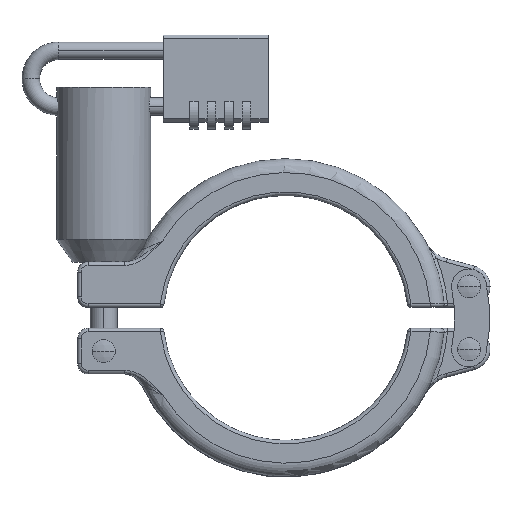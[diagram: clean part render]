
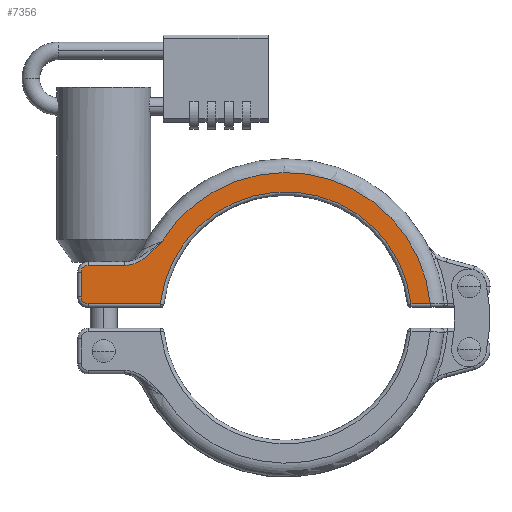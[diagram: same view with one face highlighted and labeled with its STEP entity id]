
A CAD part, top view. The second image highlights one B-rep face of the part: STEP entity #7356.
In plain terms, the highlighted planar face has unit normal (0, 0, 1).
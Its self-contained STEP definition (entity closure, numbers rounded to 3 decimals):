
#7 = CARTESIAN_POINT ( 'NONE',  ( -34.972, 4., 8.5 ) ) ;
#266 = CARTESIAN_POINT ( 'NONE',  ( -36.852, 20.408, 8.5 ) ) ;
#380 = AXIS2_PLACEMENT_3D ( 'NONE', #10049, #4352, #3082 ) ;
#422 = CARTESIAN_POINT ( 'NONE',  ( -36.087, 21.212, 8.5 ) ) ;
#471 = VERTEX_POINT ( 'NONE', #14878 ) ;
#495 = CARTESIAN_POINT ( 'NONE',  ( -40.959, 16.679, 8.5 ) ) ;
#568 = LINE ( 'NONE', #7867, #13123 ) ;
#846 = DIRECTION ( 'NONE',  ( 0., 0., 1. ) ) ;
#862 = CARTESIAN_POINT ( 'NONE',  ( -35.878, 4., 8.5 ) ) ;
#1170 = AXIS2_PLACEMENT_3D ( 'NONE', #14666, #13563, #3965 ) ;
#1568 = PLANE ( 'NONE',  #1170 ) ;
#1594 = AXIS2_PLACEMENT_3D ( 'NONE', #15016, #846, #12505 ) ;
#2022 = VERTEX_POINT ( 'NONE', #13593 ) ;
#2372 = EDGE_CURVE ( 'NONE', #12187, #14657, #6423, .T. ) ;
#2524 = CARTESIAN_POINT ( 'NONE',  ( -58.6, 13., 8.5 ) ) ;
#2556 = VERTEX_POINT ( 'NONE', #9264 ) ;
#2656 = EDGE_CURVE ( 'NONE', #2022, #14696, #8321, .T. ) ;
#2704 = CARTESIAN_POINT ( 'NONE',  ( -45.604, 15., 8.5 ) ) ;
#2817 = VERTEX_POINT ( 'NONE', #2524 ) ;
#2873 = DIRECTION ( 'NONE',  ( 1., 0., 0. ) ) ;
#3009 = ORIENTED_EDGE ( 'NONE', *, *, #14559, .T. ) ;
#3082 = DIRECTION ( 'NONE',  ( 1., 0., 0. ) ) ;
#3814 = CARTESIAN_POINT ( 'NONE',  ( -43.975, 15.297, 8.5 ) ) ;
#3892 = CARTESIAN_POINT ( 'NONE',  ( -45.054, 15.06, 8.5 ) ) ;
#3963 = CARTESIAN_POINT ( 'NONE',  ( 0., 0., 8.5 ) ) ;
#3965 = DIRECTION ( 'NONE',  ( 1., 0., 0. ) ) ;
#4053 = ORIENTED_EDGE ( 'NONE', *, *, #11844, .T. ) ;
#4156 = DIRECTION ( 'NONE',  ( 0., 0., 1. ) ) ;
#4352 = DIRECTION ( 'NONE',  ( 0., 0., 1. ) ) ;
#4408 = VECTOR ( 'NONE', #15032, 1000. ) ;
#4827 = VECTOR ( 'NONE', #9819, 1000. ) ;
#4930 = CARTESIAN_POINT ( 'NONE',  ( -35.307, 22., 8.5 ) ) ;
#5249 = EDGE_CURVE ( 'NONE', #471, #13571, #10995, .T. ) ;
#5285 = CARTESIAN_POINT ( 'NONE',  ( -39.211, 18.061, 8.5 ) ) ;
#6062 = DIRECTION ( 'NONE',  ( 1., 0., 0. ) ) ;
#6088 = ORIENTED_EDGE ( 'NONE', *, *, #14342, .T. ) ;
#6381 = CARTESIAN_POINT ( 'NONE',  ( -44.243, 15.228, 8.5 ) ) ;
#6399 = CIRCLE ( 'NONE', #380, 41.6 ) ;
#6423 = B_SPLINE_CURVE_WITH_KNOTS ( 'NONE', 3,
 ( #7556, #422, #266, #11234, #5285, #495, #12312, #14603, #7489, #3814, #6381, #3892, #2704, #8573 ),
 .UNSPECIFIED., .F., .F.,
 ( 4, 2, 2, 2, 2, 2, 4 ),
 ( 0., 0.003, 0.007, 0.01, 0.011, 0.012, 0.013 ),
 .UNSPECIFIED. ) ;
#7128 = CARTESIAN_POINT ( 'NONE',  ( -56.6, 15., 8.5 ) ) ;
#7184 = CARTESIAN_POINT ( 'NONE',  ( 41.407, 4., 8.5 ) ) ;
#7356 = ADVANCED_FACE ( 'NONE', ( #14513 ), #1568, .T. ) ;
#7447 = AXIS2_PLACEMENT_3D ( 'NONE', #11505, #4156, #2873 ) ;
#7484 = ORIENTED_EDGE ( 'NONE', *, *, #12989, .T. ) ;
#7489 = CARTESIAN_POINT ( 'NONE',  ( -43.443, 15.462, 8.5 ) ) ;
#7556 = CARTESIAN_POINT ( 'NONE',  ( -35.307, 22., 8.5 ) ) ;
#7684 = CARTESIAN_POINT ( 'NONE',  ( -58.6, 6., 8.5 ) ) ;
#7704 = ORIENTED_EDGE ( 'NONE', *, *, #2372, .T. ) ;
#7867 = CARTESIAN_POINT ( 'NONE',  ( -56.6, 15., 8.5 ) ) ;
#8321 = LINE ( 'NONE', #7, #12672 ) ;
#8563 = CARTESIAN_POINT ( 'NONE',  ( 41.492, 4., 8.5 ) ) ;
#8573 = CARTESIAN_POINT ( 'NONE',  ( -46.165, 15., 8.5 ) ) ;
#8904 = EDGE_CURVE ( 'NONE', #15491, #2817, #10684, .T. ) ;
#9264 = CARTESIAN_POINT ( 'NONE',  ( -58.6, 6., 8.5 ) ) ;
#9819 = DIRECTION ( 'NONE',  ( 1., 0., 0. ) ) ;
#10049 = CARTESIAN_POINT ( 'NONE',  ( 0., 0., 8.5 ) ) ;
#10105 = ORIENTED_EDGE ( 'NONE', *, *, #14338, .T. ) ;
#10684 = CIRCLE ( 'NONE', #7447, 2. ) ;
#10941 = CIRCLE ( 'NONE', #11454, 36.1 ) ;
#10995 = LINE ( 'NONE', #8563, #4827 ) ;
#11234 = CARTESIAN_POINT ( 'NONE',  ( -38.414, 18.832, 8.5 ) ) ;
#11445 = ORIENTED_EDGE ( 'NONE', *, *, #8904, .T. ) ;
#11454 = AXIS2_PLACEMENT_3D ( 'NONE', #3963, #13246, #6062 ) ;
#11505 = CARTESIAN_POINT ( 'NONE',  ( -56.6, 13., 8.5 ) ) ;
#11527 = LINE ( 'NONE', #7684, #4408 ) ;
#11844 = EDGE_CURVE ( 'NONE', #2556, #2022, #15102, .T. ) ;
#12187 = VERTEX_POINT ( 'NONE', #4930 ) ;
#12244 = ORIENTED_EDGE ( 'NONE', *, *, #5249, .T. ) ;
#12312 = CARTESIAN_POINT ( 'NONE',  ( -41.893, 16.086, 8.5 ) ) ;
#12505 = DIRECTION ( 'NONE',  ( 1., 0., 0. ) ) ;
#12672 = VECTOR ( 'NONE', #14202, 1000. ) ;
#12684 = CARTESIAN_POINT ( 'NONE',  ( -46.165, 15., 8.5 ) ) ;
#12989 = EDGE_CURVE ( 'NONE', #14696, #471, #10941, .T. ) ;
#13123 = VECTOR ( 'NONE', #13809, 1000. ) ;
#13246 = DIRECTION ( 'NONE',  ( 0., 0., -1. ) ) ;
#13563 = DIRECTION ( 'NONE',  ( 0., 0., 1. ) ) ;
#13571 = VERTEX_POINT ( 'NONE', #7184 ) ;
#13593 = CARTESIAN_POINT ( 'NONE',  ( -56.6, 4., 8.5 ) ) ;
#13809 = DIRECTION ( 'NONE',  ( -1., 0., 0. ) ) ;
#14202 = DIRECTION ( 'NONE',  ( 1., 0., 0. ) ) ;
#14338 = EDGE_CURVE ( 'NONE', #14657, #15491, #568, .T. ) ;
#14342 = EDGE_CURVE ( 'NONE', #13571, #12187, #6399, .T. ) ;
#14513 = FACE_OUTER_BOUND ( 'NONE', #14813, .T. ) ;
#14559 = EDGE_CURVE ( 'NONE', #2817, #2556, #11527, .T. ) ;
#14603 = CARTESIAN_POINT ( 'NONE',  ( -43.179, 15.557, 8.5 ) ) ;
#14657 = VERTEX_POINT ( 'NONE', #12684 ) ;
#14666 = CARTESIAN_POINT ( 'NONE',  ( 0., 0., 8.5 ) ) ;
#14696 = VERTEX_POINT ( 'NONE', #862 ) ;
#14813 = EDGE_LOOP ( 'NONE', ( #6088, #7704, #10105, #11445, #3009, #4053, #15345, #7484, #12244 ) ) ;
#14878 = CARTESIAN_POINT ( 'NONE',  ( 35.878, 4., 8.5 ) ) ;
#15016 = CARTESIAN_POINT ( 'NONE',  ( -56.6, 6., 8.5 ) ) ;
#15032 = DIRECTION ( 'NONE',  ( 0., -1., 0. ) ) ;
#15102 = CIRCLE ( 'NONE', #1594, 2. ) ;
#15345 = ORIENTED_EDGE ( 'NONE', *, *, #2656, .T. ) ;
#15491 = VERTEX_POINT ( 'NONE', #7128 ) ;
